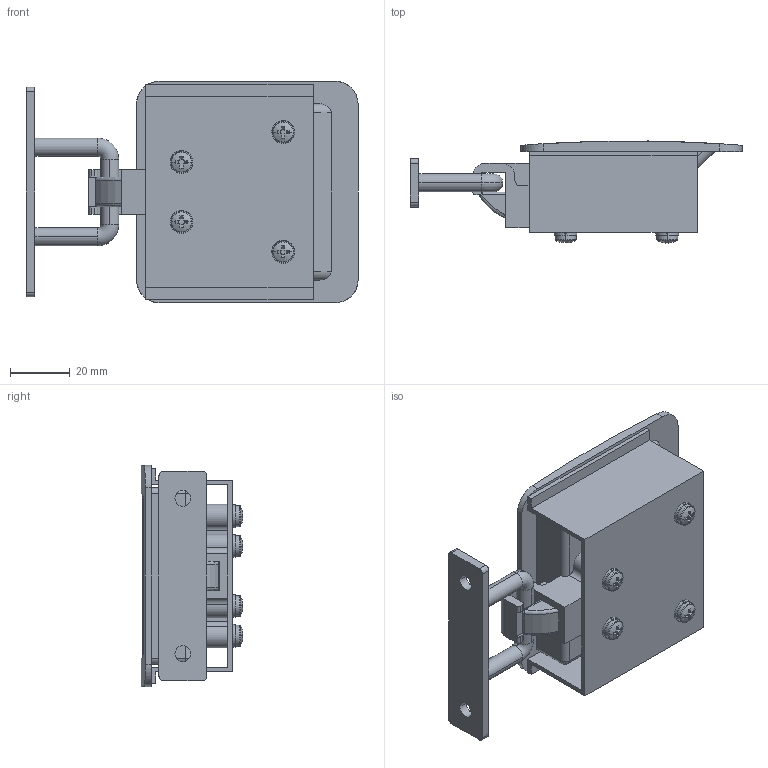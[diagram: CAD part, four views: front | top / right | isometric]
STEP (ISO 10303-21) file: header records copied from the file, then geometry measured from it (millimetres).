
FILE_DESCRIPTION (( 'STEP AP203' ), '1' );
FILE_NAME ('sone3D.STEP', '2014-02-05T02:06:08', ( '' ), ( '' ), 'SwSTEP 2.0', 'SolidWorks 2012', '' );
FILE_SCHEMA (( 'CONFIG_CONTROL_DESIGN' ));
Length unit declared in the file: millimetre
Products named in the file (9): sone3D; A-252十字穴付なべねじ(SW付)M4_M4×8; A-252シャフト_; A-252押え蓋; A-252取付け板_; A-252ストライカ_; A-252ラッチ_; A-252ハンドル; A-252本体_A-252-2_
Assembly tree (11 placements, depth 2):
  sone3D
    A-252本体_A-252-2_
    A-252ハンドル
    A-252ラッチ_
    A-252ストライカ_
    A-252取付け板_
    A-252押え蓋
    A-252シャフト_
    A-252十字穴付なべねじ(SW付)M4_M4×8  x4
Bounding box: 111 x 34.02 x 74 mm (x, y, z)
Volume: 54696.8 mm3; surface area: 51484.2 mm2
Topology: 11 solids, 11 shells, 469 faces, 1215 edges, 770 vertices
Faces by surface type: plane 206, cylinder 203, torus 38, sphere 16, bspline 6
Entity records: 12274 total; most frequent: CARTESIAN_POINT 2319, DIRECTION 1989, ORIENTED_EDGE 1822, EDGE_CURVE 911, AXIS2_PLACEMENT_3D 754, VERTEX_POINT 576, VECTOR 481, LINE 481
